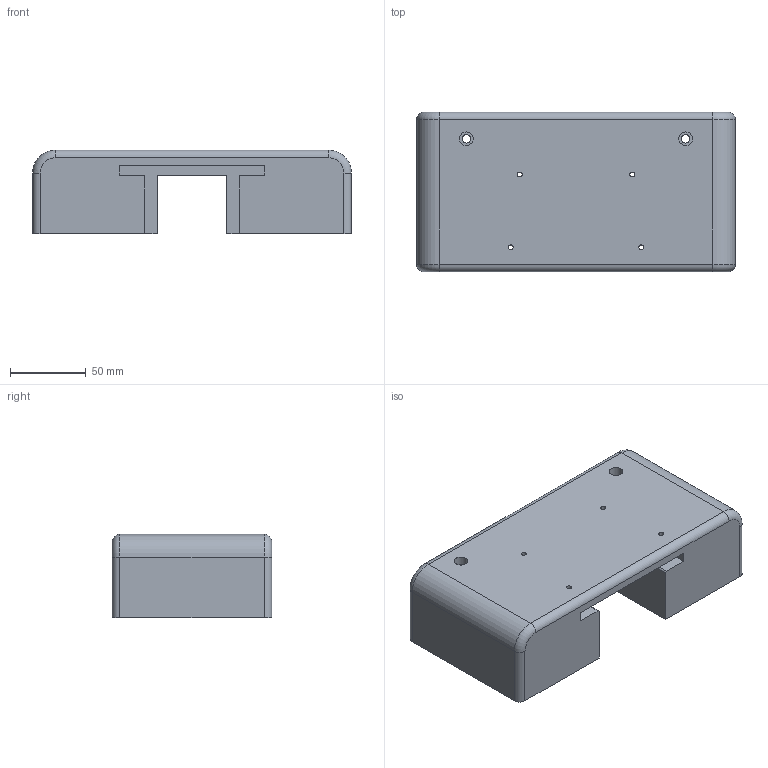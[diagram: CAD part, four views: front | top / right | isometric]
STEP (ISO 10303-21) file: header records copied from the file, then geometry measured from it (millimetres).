
FILE_DESCRIPTION(/* description */ (''),/* implementation_level */ '2;1');
FILE_NAME(/* name */ '',/* time_stamp */ '2025-11-29T16:56:15+09:00',/* author */ (''),/* organization */ (''),/* preprocessor_version */ 'ST-DEVELOPER v20.1',/* originating_system */ 'Autodesk Translation Framework v14.21.0.0',/* authorisation */ '');
FILE_SCHEMA (('AUTOMOTIVE_DESIGN { 1 0 10303 214 3 1 1 }'));
Length unit declared in the file: millimetre
Products named in the file (1): 07_Lider固定パーツ
Bounding box: 210 x 105 x 55 mm (x, y, z)
Volume: 915627.7 mm3; surface area: 90194.2 mm2
Topology: 1 solids, 1 shells, 46 faces, 118 edges, 76 vertices
Faces by surface type: cylinder 22, plane 20, torus 4
Full cylindrical faces by diameter (mm): 3.2 x8, 5.6 x2, 9 x2
Entity records: 1479 total; most frequent: DIRECTION 260, CARTESIAN_POINT 241, ORIENTED_EDGE 236, EDGE_CURVE 118, AXIS2_PLACEMENT_3D 95, VERTEX_POINT 76, LINE 70, VECTOR 70
